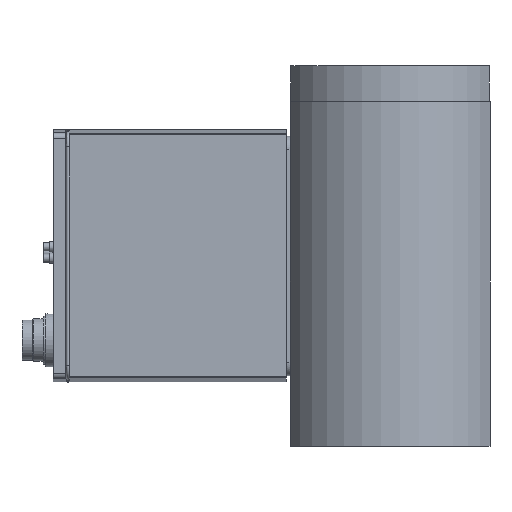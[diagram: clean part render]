
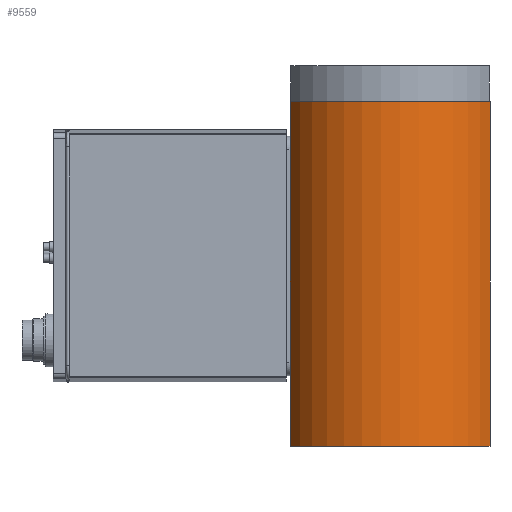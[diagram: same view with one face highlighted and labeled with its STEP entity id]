
A CAD part, left-side view. The second image highlights one B-rep face of the part: STEP entity #9559.
In plain terms, the highlighted cylindrical face has radius 41.5 mm (diameter 83 mm), a partial arc.
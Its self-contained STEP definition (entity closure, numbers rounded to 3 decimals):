
#655=LINE('',#15660,#1294);
#656=LINE('',#15661,#1295);
#1294=VECTOR('',#12499,129.5);
#1295=VECTOR('',#12500,129.5);
#2444=FACE_OUTER_BOUND('',#3141,.T.);
#3141=EDGE_LOOP('',(#7446,#7447,#7448,#7449));
#3721=CIRCLE('',#10429,41.5);
#3725=CIRCLE('',#10434,41.5);
#4438=VERTEX_POINT('',#15632);
#4440=VERTEX_POINT('',#15635);
#4446=VERTEX_POINT('',#15649);
#4447=VERTEX_POINT('',#15650);
#5512=EDGE_CURVE('',#4440,#4438,#3721,.T.);
#5519=EDGE_CURVE('',#4446,#4447,#3725,.T.);
#5524=EDGE_CURVE('',#4446,#4438,#655,.T.);
#5525=EDGE_CURVE('',#4447,#4440,#656,.T.);
#7446=ORIENTED_EDGE('',*,*,#5512,.T.);
#7447=ORIENTED_EDGE('',*,*,#5524,.F.);
#7448=ORIENTED_EDGE('',*,*,#5519,.T.);
#7449=ORIENTED_EDGE('',*,*,#5525,.T.);
#8608=CYLINDRICAL_SURFACE('',#10437,41.5);
#9559=ADVANCED_FACE('',(#2444),#8608,.T.);
#10429=AXIS2_PLACEMENT_3D('',#15636,#12476,#12477);
#10434=AXIS2_PLACEMENT_3D('',#15651,#12489,#12490);
#10437=AXIS2_PLACEMENT_3D('',#15659,#12497,#12498);
#12476=DIRECTION('center_axis',(0.,0.,
-1.));
#12477=DIRECTION('ref_axis',(1.,0.,0.));
#12489=DIRECTION('center_axis',(0.,0.,
1.));
#12490=DIRECTION('ref_axis',(1.,0.,0.));
#12497=DIRECTION('center_axis',(0.,0.,
1.));
#12498=DIRECTION('ref_axis',(1.,0.,0.));
#12499=DIRECTION('',(0.,0.,1.));
#12500=DIRECTION('',(0.,0.,1.));
#15632=CARTESIAN_POINT('',(-144.936,-204.118,275.501));
#15635=CARTESIAN_POINT('',(-144.936,-279.118,275.501));
#15636=CARTESIAN_POINT('Origin',(-127.159,-241.618,275.501));
#15649=CARTESIAN_POINT('',(-144.936,-204.118,146.001));
#15650=CARTESIAN_POINT('',(-144.936,-279.118,146.001));
#15651=CARTESIAN_POINT('Origin',(-127.159,-241.618,146.001));
#15659=CARTESIAN_POINT('Origin',(-127.159,-241.618,146.001));
#15660=CARTESIAN_POINT('',(-144.936,-204.118,146.001));
#15661=CARTESIAN_POINT('',(-144.936,-279.118,146.001));
